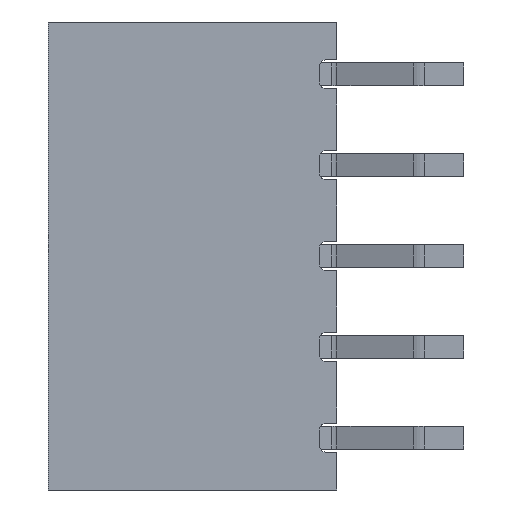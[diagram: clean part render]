
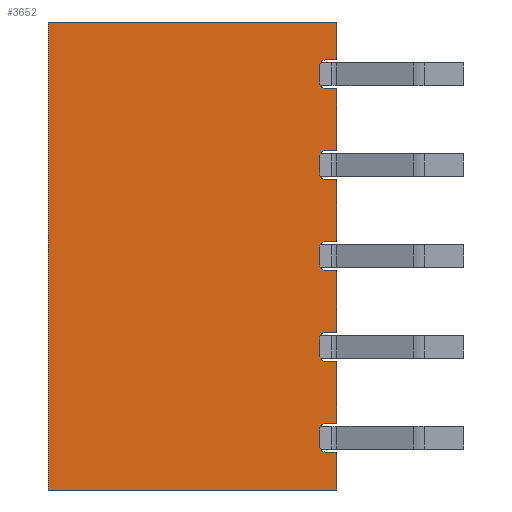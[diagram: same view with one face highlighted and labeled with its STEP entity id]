
A CAD part, left-side view. The second image highlights one B-rep face of the part: STEP entity #3652.
In plain terms, the highlighted planar face has unit normal (-1, 0, 0).
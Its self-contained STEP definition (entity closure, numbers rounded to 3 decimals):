
#16=DIRECTION('',(0.,0.,-1.));
#17=VECTOR('',#16,0.34);
#18=CARTESIAN_POINT('',(0.,-2.8,-3.83));
#19=LINE('',#18,#17);
#24=DIRECTION('',(0.,1.,0.));
#25=VECTOR('',#24,0.225);
#26=CARTESIAN_POINT('',(0.,-3.175,-4.32));
#27=LINE('',#26,#25);
#31=DIRECTION('',(0.,0.,-1.));
#32=VECTOR('',#31,0.83);
#33=CARTESIAN_POINT('',(0.,-3.175,-4.32));
#34=LINE('',#33,#32);
#38=DIRECTION('',(0.,1.,0.));
#39=VECTOR('',#38,6.35);
#40=CARTESIAN_POINT('',(0.,-3.175,-5.15));
#41=LINE('',#40,#39);
#45=DIRECTION('',(0.,0.,1.));
#46=VECTOR('',#45,10.3);
#47=CARTESIAN_POINT('',(0.,3.175,-5.15));
#48=LINE('',#47,#46);
#52=DIRECTION('',(0.,-1.,0.));
#53=VECTOR('',#52,6.35);
#54=CARTESIAN_POINT('',(0.,3.175,5.15));
#55=LINE('',#54,#53);
#59=DIRECTION('',(0.,0.,-1.));
#60=VECTOR('',#59,0.83);
#61=CARTESIAN_POINT('',(0.,-3.175,5.15));
#62=LINE('',#61,#60);
#66=DIRECTION('',(0.,1.,0.));
#67=VECTOR('',#66,0.225);
#68=CARTESIAN_POINT('',(0.,-3.175,4.32));
#69=LINE('',#68,#67);
#73=DIRECTION('',(0.,0.,-1.));
#74=VECTOR('',#73,0.34);
#75=CARTESIAN_POINT('',(0.,-2.8,4.17));
#76=LINE('',#75,#74);
#80=DIRECTION('',(0.,1.,0.));
#81=VECTOR('',#80,0.225);
#82=CARTESIAN_POINT('',(0.,-3.175,3.68));
#83=LINE('',#82,#81);
#87=DIRECTION('',(0.,0.,-1.));
#88=VECTOR('',#87,1.36);
#89=CARTESIAN_POINT('',(0.,-3.175,3.68));
#90=LINE('',#89,#88);
#94=DIRECTION('',(0.,1.,0.));
#95=VECTOR('',#94,0.225);
#96=CARTESIAN_POINT('',(0.,-3.175,2.32));
#97=LINE('',#96,#95);
#101=DIRECTION('',(0.,0.,-1.));
#102=VECTOR('',#101,0.34);
#103=CARTESIAN_POINT('',(0.,-2.8,2.17));
#104=LINE('',#103,#102);
#108=DIRECTION('',(0.,1.,0.));
#109=VECTOR('',#108,0.225);
#110=CARTESIAN_POINT('',(0.,-3.175,1.68));
#111=LINE('',#110,#109);
#115=DIRECTION('',(0.,0.,-1.));
#116=VECTOR('',#115,1.36);
#117=CARTESIAN_POINT('',(0.,-3.175,1.68));
#118=LINE('',#117,#116);
#122=DIRECTION('',(0.,1.,0.));
#123=VECTOR('',#122,0.225);
#124=CARTESIAN_POINT('',(0.,-3.175,0.32));
#125=LINE('',#124,#123);
#129=DIRECTION('',(0.,0.,-1.));
#130=VECTOR('',#129,0.34);
#131=CARTESIAN_POINT('',(0.,-2.8,0.17));
#132=LINE('',#131,#130);
#136=DIRECTION('',(0.,1.,0.));
#137=VECTOR('',#136,0.225);
#138=CARTESIAN_POINT('',(0.,-3.175,-0.32));
#139=LINE('',#138,#137);
#143=DIRECTION('',(0.,0.,-1.));
#144=VECTOR('',#143,1.36);
#145=CARTESIAN_POINT('',(0.,-3.175,-0.32));
#146=LINE('',#145,#144);
#150=DIRECTION('',(0.,1.,0.));
#151=VECTOR('',#150,0.225);
#152=CARTESIAN_POINT('',(0.,-3.175,-1.68));
#153=LINE('',#152,#151);
#157=DIRECTION('',(0.,0.,-1.));
#158=VECTOR('',#157,0.34);
#159=CARTESIAN_POINT('',(0.,-2.8,-1.83));
#160=LINE('',#159,#158);
#164=DIRECTION('',(0.,1.,0.));
#165=VECTOR('',#164,0.225);
#166=CARTESIAN_POINT('',(0.,-3.175,-2.32));
#167=LINE('',#166,#165);
#171=DIRECTION('',(0.,0.,-1.));
#172=VECTOR('',#171,1.36);
#173=CARTESIAN_POINT('',(0.,-3.175,-2.32));
#174=LINE('',#173,#172);
#178=DIRECTION('',(0.,1.,0.));
#179=VECTOR('',#178,0.225);
#180=CARTESIAN_POINT('',(0.,-3.175,-3.68));
#181=LINE('',#180,#179);
#213=CARTESIAN_POINT('',(0.,-2.95,-3.83));
#214=DIRECTION('',(1.,0.,0.));
#215=DIRECTION('',(0.,1.,0.));
#216=AXIS2_PLACEMENT_3D('',#213,#214,#215);
#495=CARTESIAN_POINT('',(0.,-2.95,4.17));
#496=DIRECTION('',(1.,0.,0.));
#497=DIRECTION('',(0.,1.,0.));
#498=AXIS2_PLACEMENT_3D('',#495,#496,#497);
#658=CARTESIAN_POINT('',(0.,-2.95,-4.17));
#659=DIRECTION('',(1.,0.,0.));
#660=DIRECTION('',(0.,0.,-1.));
#661=AXIS2_PLACEMENT_3D('',#658,#659,#660);
#1000=CARTESIAN_POINT('',(0.,-2.95,-2.17));
#1001=DIRECTION('',(1.,0.,0.));
#1002=DIRECTION('',(0.,0.,-1.));
#1003=AXIS2_PLACEMENT_3D('',#1000,#1001,#1002);
#1044=CARTESIAN_POINT('',(0.,-2.95,-1.83));
#1045=DIRECTION('',(1.,0.,0.));
#1046=DIRECTION('',(0.,1.,0.));
#1047=AXIS2_PLACEMENT_3D('',#1044,#1045,#1046);
#1120=CARTESIAN_POINT('',(0.,-2.95,-0.17));
#1121=DIRECTION('',(1.,0.,0.));
#1122=DIRECTION('',(0.,0.,-1.));
#1123=AXIS2_PLACEMENT_3D('',#1120,#1121,#1122);
#1164=CARTESIAN_POINT('',(0.,-2.95,0.17));
#1165=DIRECTION('',(1.,0.,0.));
#1166=DIRECTION('',(0.,1.,0.));
#1167=AXIS2_PLACEMENT_3D('',#1164,#1165,#1166);
#1240=CARTESIAN_POINT('',(0.,-2.95,1.83));
#1241=DIRECTION('',(1.,0.,0.));
#1242=DIRECTION('',(0.,0.,-1.));
#1243=AXIS2_PLACEMENT_3D('',#1240,#1241,#1242);
#1284=CARTESIAN_POINT('',(0.,-2.95,2.17));
#1285=DIRECTION('',(1.,0.,0.));
#1286=DIRECTION('',(0.,1.,0.));
#1287=AXIS2_PLACEMENT_3D('',#1284,#1285,#1286);
#1360=CARTESIAN_POINT('',(0.,-2.95,3.83));
#1361=DIRECTION('',(1.,0.,0.));
#1362=DIRECTION('',(0.,0.,-1.));
#1363=AXIS2_PLACEMENT_3D('',#1360,#1361,#1362);
#3025=CARTESIAN_POINT('',(0.,3.175,-5.15));
#3026=CARTESIAN_POINT('',(0.,3.175,5.15));
#3027=VERTEX_POINT('',#3025);
#3028=VERTEX_POINT('',#3026);
#3029=CARTESIAN_POINT('',(0.,-3.175,5.15));
#3030=VERTEX_POINT('',#3029);
#3031=CARTESIAN_POINT('',(0.,-3.175,-5.15));
#3032=VERTEX_POINT('',#3031);
#3097=CARTESIAN_POINT('',(0.,-3.175,3.68));
#3099=VERTEX_POINT('',#3097);
#3105=CARTESIAN_POINT('',(0.,-3.175,4.32));
#3107=VERTEX_POINT('',#3105);
#3113=CARTESIAN_POINT('',(0.,-2.8,4.17));
#3115=VERTEX_POINT('',#3113);
#3117=CARTESIAN_POINT('',(0.,-2.95,4.32));
#3119=VERTEX_POINT('',#3117);
#3121=CARTESIAN_POINT('',(0.,-2.95,3.68));
#3123=VERTEX_POINT('',#3121);
#3125=CARTESIAN_POINT('',(0.,-2.8,3.83));
#3127=VERTEX_POINT('',#3125);
#3289=CARTESIAN_POINT('',(0.,-3.175,1.68));
#3291=VERTEX_POINT('',#3289);
#3297=CARTESIAN_POINT('',(0.,-3.175,2.32));
#3299=VERTEX_POINT('',#3297);
#3305=CARTESIAN_POINT('',(0.,-2.8,2.17));
#3307=VERTEX_POINT('',#3305);
#3309=CARTESIAN_POINT('',(0.,-2.95,2.32));
#3311=VERTEX_POINT('',#3309);
#3313=CARTESIAN_POINT('',(0.,-2.95,1.68));
#3315=VERTEX_POINT('',#3313);
#3317=CARTESIAN_POINT('',(0.,-2.8,1.83));
#3319=VERTEX_POINT('',#3317);
#3369=CARTESIAN_POINT('',(0.,-3.175,-0.32));
#3371=VERTEX_POINT('',#3369);
#3377=CARTESIAN_POINT('',(0.,-3.175,0.32));
#3379=VERTEX_POINT('',#3377);
#3385=CARTESIAN_POINT('',(0.,-2.8,0.17));
#3387=VERTEX_POINT('',#3385);
#3389=CARTESIAN_POINT('',(0.,-2.95,0.32));
#3391=VERTEX_POINT('',#3389);
#3393=CARTESIAN_POINT('',(0.,-2.95,-0.32));
#3395=VERTEX_POINT('',#3393);
#3397=CARTESIAN_POINT('',(0.,-2.8,-0.17));
#3399=VERTEX_POINT('',#3397);
#3449=CARTESIAN_POINT('',(0.,-3.175,-2.32));
#3451=VERTEX_POINT('',#3449);
#3457=CARTESIAN_POINT('',(0.,-3.175,-1.68));
#3459=VERTEX_POINT('',#3457);
#3465=CARTESIAN_POINT('',(0.,-2.8,-1.83));
#3467=VERTEX_POINT('',#3465);
#3469=CARTESIAN_POINT('',(0.,-2.95,-1.68));
#3471=VERTEX_POINT('',#3469);
#3473=CARTESIAN_POINT('',(0.,-2.95,-2.32));
#3475=VERTEX_POINT('',#3473);
#3477=CARTESIAN_POINT('',(0.,-2.8,-2.17));
#3479=VERTEX_POINT('',#3477);
#3529=CARTESIAN_POINT('',(0.,-3.175,-4.32));
#3531=VERTEX_POINT('',#3529);
#3537=CARTESIAN_POINT('',(0.,-3.175,-3.68));
#3539=VERTEX_POINT('',#3537);
#3545=CARTESIAN_POINT('',(0.,-2.8,-3.83));
#3547=VERTEX_POINT('',#3545);
#3549=CARTESIAN_POINT('',(0.,-2.95,-3.68));
#3551=VERTEX_POINT('',#3549);
#3553=CARTESIAN_POINT('',(0.,-2.95,-4.32));
#3555=VERTEX_POINT('',#3553);
#3557=CARTESIAN_POINT('',(0.,-2.8,-4.17));
#3559=VERTEX_POINT('',#3557);
#3577=CARTESIAN_POINT('',(0.,0.,0.));
#3578=DIRECTION('',(1.,0.,0.));
#3579=DIRECTION('',(0.,0.,-1.));
#3580=AXIS2_PLACEMENT_3D('',#3577,#3578,#3579);
#3581=PLANE('',#3580);
#3583=ORIENTED_EDGE('',*,*,#3582,.T.);
#3585=ORIENTED_EDGE('',*,*,#3584,.F.);
#3587=ORIENTED_EDGE('',*,*,#3586,.F.);
#3589=ORIENTED_EDGE('',*,*,#3588,.T.);
#3591=ORIENTED_EDGE('',*,*,#3590,.T.);
#3593=ORIENTED_EDGE('',*,*,#3592,.T.);
#3595=ORIENTED_EDGE('',*,*,#3594,.T.);
#3597=ORIENTED_EDGE('',*,*,#3596,.T.);
#3599=ORIENTED_EDGE('',*,*,#3598,.T.);
#3601=ORIENTED_EDGE('',*,*,#3600,.F.);
#3603=ORIENTED_EDGE('',*,*,#3602,.T.);
#3605=ORIENTED_EDGE('',*,*,#3604,.F.);
#3607=ORIENTED_EDGE('',*,*,#3606,.F.);
#3609=ORIENTED_EDGE('',*,*,#3608,.T.);
#3611=ORIENTED_EDGE('',*,*,#3610,.T.);
#3613=ORIENTED_EDGE('',*,*,#3612,.F.);
#3615=ORIENTED_EDGE('',*,*,#3614,.T.);
#3617=ORIENTED_EDGE('',*,*,#3616,.F.);
#3619=ORIENTED_EDGE('',*,*,#3618,.F.);
#3621=ORIENTED_EDGE('',*,*,#3620,.T.);
#3623=ORIENTED_EDGE('',*,*,#3622,.T.);
#3625=ORIENTED_EDGE('',*,*,#3624,.F.);
#3627=ORIENTED_EDGE('',*,*,#3626,.T.);
#3629=ORIENTED_EDGE('',*,*,#3628,.F.);
#3631=ORIENTED_EDGE('',*,*,#3630,.F.);
#3633=ORIENTED_EDGE('',*,*,#3632,.T.);
#3635=ORIENTED_EDGE('',*,*,#3634,.T.);
#3637=ORIENTED_EDGE('',*,*,#3636,.F.);
#3639=ORIENTED_EDGE('',*,*,#3638,.T.);
#3641=ORIENTED_EDGE('',*,*,#3640,.F.);
#3643=ORIENTED_EDGE('',*,*,#3642,.F.);
#3645=ORIENTED_EDGE('',*,*,#3644,.T.);
#3647=ORIENTED_EDGE('',*,*,#3646,.T.);
#3649=ORIENTED_EDGE('',*,*,#3648,.F.);
#3650=EDGE_LOOP('',(#3583,#3585,#3587,#3589,#3591,#3593,#3595,#3597,#3599,#3601,
#3603,#3605,#3607,#3609,#3611,#3613,#3615,#3617,#3619,#3621,#3623,#3625,#3627,
#3629,#3631,#3633,#3635,#3637,#3639,#3641,#3643,#3645,#3647,#3649));
#3651=FACE_OUTER_BOUND('',#3650,.F.);
#3652=ADVANCED_FACE('',(#3651),#3581,.F.);
#217=CIRCLE('',#216,0.15);
#499=CIRCLE('',#498,0.15);
#662=CIRCLE('',#661,0.15);
#1004=CIRCLE('',#1003,0.15);
#1048=CIRCLE('',#1047,0.15);
#1124=CIRCLE('',#1123,0.15);
#1168=CIRCLE('',#1167,0.15);
#1244=CIRCLE('',#1243,0.15);
#1288=CIRCLE('',#1287,0.15);
#1364=CIRCLE('',#1363,0.15);
#3582=EDGE_CURVE('',#3547,#3559,#19,.T.);
#3584=EDGE_CURVE('',#3555,#3559,#662,.T.);
#3586=EDGE_CURVE('',#3531,#3555,#27,.T.);
#3588=EDGE_CURVE('',#3531,#3032,#34,.T.);
#3590=EDGE_CURVE('',#3032,#3027,#41,.T.);
#3592=EDGE_CURVE('',#3027,#3028,#48,.T.);
#3594=EDGE_CURVE('',#3028,#3030,#55,.T.);
#3596=EDGE_CURVE('',#3030,#3107,#62,.T.);
#3598=EDGE_CURVE('',#3107,#3119,#69,.T.);
#3600=EDGE_CURVE('',#3115,#3119,#499,.T.);
#3602=EDGE_CURVE('',#3115,#3127,#76,.T.);
#3604=EDGE_CURVE('',#3123,#3127,#1364,.T.);
#3606=EDGE_CURVE('',#3099,#3123,#83,.T.);
#3608=EDGE_CURVE('',#3099,#3299,#90,.T.);
#3610=EDGE_CURVE('',#3299,#3311,#97,.T.);
#3612=EDGE_CURVE('',#3307,#3311,#1288,.T.);
#3614=EDGE_CURVE('',#3307,#3319,#104,.T.);
#3616=EDGE_CURVE('',#3315,#3319,#1244,.T.);
#3618=EDGE_CURVE('',#3291,#3315,#111,.T.);
#3620=EDGE_CURVE('',#3291,#3379,#118,.T.);
#3622=EDGE_CURVE('',#3379,#3391,#125,.T.);
#3624=EDGE_CURVE('',#3387,#3391,#1168,.T.);
#3626=EDGE_CURVE('',#3387,#3399,#132,.T.);
#3628=EDGE_CURVE('',#3395,#3399,#1124,.T.);
#3630=EDGE_CURVE('',#3371,#3395,#139,.T.);
#3632=EDGE_CURVE('',#3371,#3459,#146,.T.);
#3634=EDGE_CURVE('',#3459,#3471,#153,.T.);
#3636=EDGE_CURVE('',#3467,#3471,#1048,.T.);
#3638=EDGE_CURVE('',#3467,#3479,#160,.T.);
#3640=EDGE_CURVE('',#3475,#3479,#1004,.T.);
#3642=EDGE_CURVE('',#3451,#3475,#167,.T.);
#3644=EDGE_CURVE('',#3451,#3539,#174,.T.);
#3646=EDGE_CURVE('',#3539,#3551,#181,.T.);
#3648=EDGE_CURVE('',#3547,#3551,#217,.T.);
